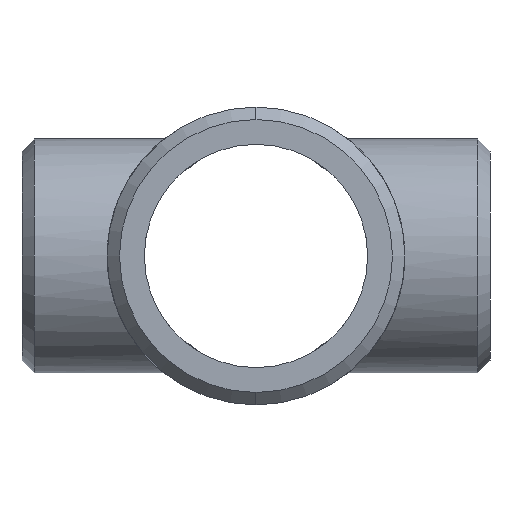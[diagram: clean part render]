
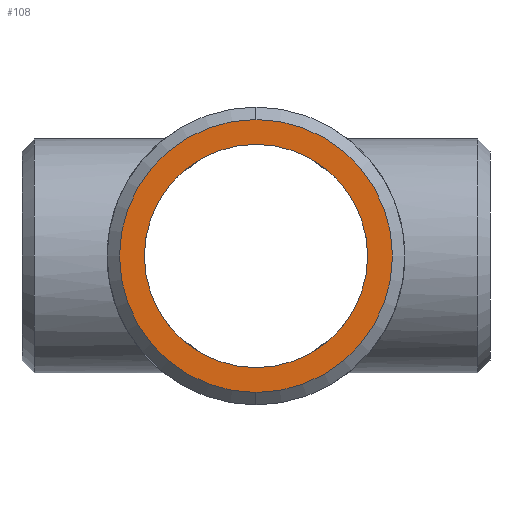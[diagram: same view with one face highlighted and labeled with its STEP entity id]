
A CAD part, left-side view. The second image highlights one B-rep face of the part: STEP entity #108.
In plain terms, the highlighted planar face has unit normal (-1, 0, 0).
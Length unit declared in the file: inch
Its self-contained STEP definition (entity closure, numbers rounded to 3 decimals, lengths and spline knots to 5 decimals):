
#25 = EDGE_CURVE ( 'NONE', #555, #916, #391, .T. ) ;
#52 = DIRECTION ( 'NONE',  ( -1., 0., 0. ) ) ;
#108 = ADVANCED_FACE ( 'NONE', ( #1086, #201 ), #600, .T. ) ;
#112 = CARTESIAN_POINT ( 'NONE',  ( -3.38, 0., 1.312 ) ) ;
#199 = VERTEX_POINT ( 'NONE', #112 ) ;
#201 = FACE_BOUND ( 'NONE', #1199, .T. ) ;
#246 = ORIENTED_EDGE ( 'NONE', *, *, #426, .T. ) ;
#324 = EDGE_CURVE ( 'NONE', #199, #530, #1041, .T. ) ;
#345 = DIRECTION ( 'NONE',  ( 0., 0., -1. ) ) ;
#384 = AXIS2_PLACEMENT_3D ( 'NONE', #716, #535, #1108 ) ;
#391 = CIRCLE ( 'NONE', #775, 1.604 ) ;
#398 = CARTESIAN_POINT ( 'NONE',  ( -3.38, 0., -1.312 ) ) ;
#426 = EDGE_CURVE ( 'NONE', #530, #199, #1280, .T. ) ;
#447 = DIRECTION ( 'NONE',  ( -1., 0., 0. ) ) ;
#459 = DIRECTION ( 'NONE',  ( 0., 0., 1. ) ) ;
#493 = DIRECTION ( 'NONE',  ( 0., 0., 1. ) ) ;
#530 = VERTEX_POINT ( 'NONE', #398 ) ;
#535 = DIRECTION ( 'NONE',  ( 1., 0., 0. ) ) ;
#538 = CARTESIAN_POINT ( 'NONE',  ( -3.38, 0., -1.604 ) ) ;
#555 = VERTEX_POINT ( 'NONE', #1262 ) ;
#600 = PLANE ( 'NONE',  #971 ) ;
#674 = AXIS2_PLACEMENT_3D ( 'NONE', #1190, #895, #493 ) ;
#693 = AXIS2_PLACEMENT_3D ( 'NONE', #945, #52, #459 ) ;
#716 = CARTESIAN_POINT ( 'NONE',  ( -3.38, 0., 0. ) ) ;
#726 = CARTESIAN_POINT ( 'NONE',  ( -3.38, 0., 0. ) ) ;
#775 = AXIS2_PLACEMENT_3D ( 'NONE', #786, #994, #1192 ) ;
#786 = CARTESIAN_POINT ( 'NONE',  ( -3.38, 0., 0. ) ) ;
#845 = ORIENTED_EDGE ( 'NONE', *, *, #940, .T. ) ;
#861 = ORIENTED_EDGE ( 'NONE', *, *, #324, .T. ) ;
#868 = EDGE_LOOP ( 'NONE', ( #845, #978 ) ) ;
#895 = DIRECTION ( 'NONE',  ( 1., 0., 0. ) ) ;
#916 = VERTEX_POINT ( 'NONE', #538 ) ;
#940 = EDGE_CURVE ( 'NONE', #916, #555, #987, .T. ) ;
#945 = CARTESIAN_POINT ( 'NONE',  ( -3.38, 0., 0. ) ) ;
#971 = AXIS2_PLACEMENT_3D ( 'NONE', #726, #447, #345 ) ;
#978 = ORIENTED_EDGE ( 'NONE', *, *, #25, .T. ) ;
#987 = CIRCLE ( 'NONE', #693, 1.604 ) ;
#994 = DIRECTION ( 'NONE',  ( -1., 0., 0. ) ) ;
#1041 = CIRCLE ( 'NONE', #384, 1.312 ) ;
#1086 = FACE_OUTER_BOUND ( 'NONE', #868, .T. ) ;
#1108 = DIRECTION ( 'NONE',  ( 0., 0., 1. ) ) ;
#1190 = CARTESIAN_POINT ( 'NONE',  ( -3.38, 0., 0. ) ) ;
#1192 = DIRECTION ( 'NONE',  ( 0., 0., 1. ) ) ;
#1199 = EDGE_LOOP ( 'NONE', ( #861, #246 ) ) ;
#1262 = CARTESIAN_POINT ( 'NONE',  ( -3.38, 0., 1.604 ) ) ;
#1280 = CIRCLE ( 'NONE', #674, 1.312 ) ;
